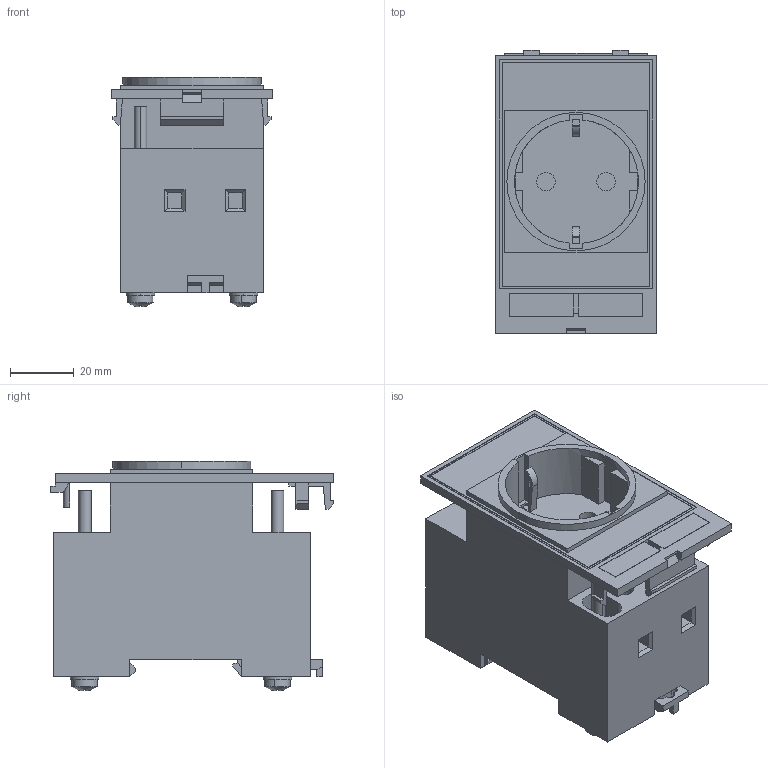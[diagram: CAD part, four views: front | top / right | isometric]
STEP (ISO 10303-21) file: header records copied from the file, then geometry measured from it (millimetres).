
FILE_DESCRIPTION(('Creo Elements/Direct Modeling STEP Export'),'2;1');
FILE_NAME('model.stp','2019-05-16T 1:48:29',(''),(''),'Creo Elements/Direct Modeling STEP processor for AP214 (Solid Model)','Creo Elements/Direct Modeling 20.1A 29-Sep-2018 (C) Parametric Technology GmbH','');
FILE_SCHEMA(('AUTOMOTIVE_DESIGN { 1 0 10303 214 1 1 1 1 }'));
Length unit declared in the file: millimetre
Products named in the file (2): VS_SI_SD_DE_G-select
Assembly tree (1 placements, depth 2):
  VS_SI_SD_DE_G-select
    VS_SI_SD_DE_G-select
Bounding box: 50.7 x 89 x 72.28 mm (x, y, z)
Volume: 175486.2 mm3; surface area: 39319.3 mm2
Topology: 1 solids, 1 shells, 314 faces, 848 edges, 566 vertices
Faces by surface type: plane 240, cylinder 56, extrusion 16, sphere 2
Entity records: 12619 total; most frequent: CARTESIAN_POINT 2375, ORIENTED_EDGE 1696, DIRECTION 1403, EDGE_CURVE 848, VECTOR 647, LINE 631, VERTEX_POINT 566, AXIS2_PLACEMENT_3D 378
